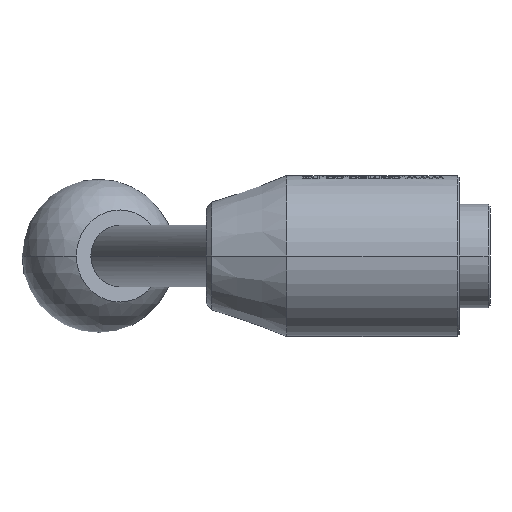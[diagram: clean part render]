
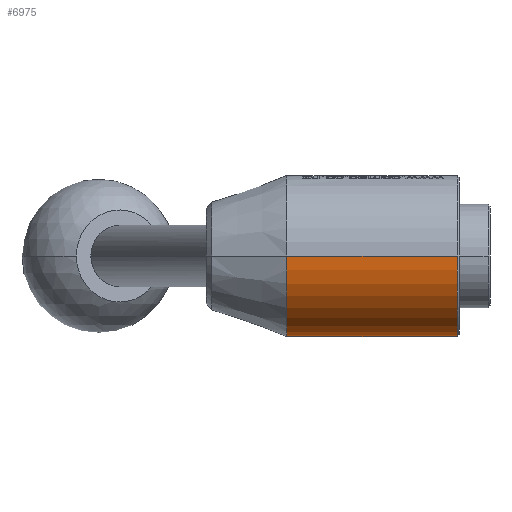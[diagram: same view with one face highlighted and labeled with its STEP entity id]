
A CAD part, left-side view. The second image highlights one B-rep face of the part: STEP entity #6975.
In plain terms, the highlighted cylindrical face has radius 10.5 mm (diameter 21 mm), a partial arc.
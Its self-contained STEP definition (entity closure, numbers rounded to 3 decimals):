
#875 = CYLINDRICAL_SURFACE ( 'NONE', #16834, 10.5 ) ;
#2390 = EDGE_CURVE ( 'NONE', #19146, #20918, #16913, .T. ) ;
#2770 = VECTOR ( 'NONE', #19809, 1000. ) ;
#3800 = ORIENTED_EDGE ( 'NONE', *, *, #17605, .F. ) ;
#4254 = DIRECTION ( 'NONE',  ( 0., 1., 0. ) ) ;
#5961 = CIRCLE ( 'NONE', #10814, 10.5 ) ;
#6686 = VECTOR ( 'NONE', #9349, 1000. ) ;
#6975 = ADVANCED_FACE ( 'NONE', ( #11573 ), #875, .T. ) ;
#7145 = EDGE_LOOP ( 'NONE', ( #19173, #7575, #22577, #3800 ) ) ;
#7575 = ORIENTED_EDGE ( 'NONE', *, *, #19128, .T. ) ;
#8561 = CARTESIAN_POINT ( 'NONE',  ( -10.5, 0., 0. ) ) ;
#8626 = CARTESIAN_POINT ( 'NONE',  ( 10.5, 26.5, 0. ) ) ;
#8772 = CARTESIAN_POINT ( 'NONE',  ( 0., 4.25, 0. ) ) ;
#9349 = DIRECTION ( 'NONE',  ( 0., 1., 0. ) ) ;
#10792 = CARTESIAN_POINT ( 'NONE',  ( 10.5, 4.25, 0. ) ) ;
#10814 = AXIS2_PLACEMENT_3D ( 'NONE', #16858, #19049, #21265 ) ;
#10989 = CARTESIAN_POINT ( 'NONE',  ( -10.5, 4.25, 0. ) ) ;
#11573 = FACE_OUTER_BOUND ( 'NONE', #7145, .T. ) ;
#13785 = AXIS2_PLACEMENT_3D ( 'NONE', #8772, #4254, #23959 ) ;
#13839 = EDGE_CURVE ( 'NONE', #23887, #16116, #22830, .T. ) ;
#15826 = DIRECTION ( 'NONE',  ( -1., 0., 0. ) ) ;
#16116 = VERTEX_POINT ( 'NONE', #8626 ) ;
#16834 = AXIS2_PLACEMENT_3D ( 'NONE', #22255, #20145, #15826 ) ;
#16858 = CARTESIAN_POINT ( 'NONE',  ( 0., 26.5, 0. ) ) ;
#16913 = LINE ( 'NONE', #8561, #2770 ) ;
#17605 = EDGE_CURVE ( 'NONE', #16116, #20918, #5961, .T. ) ;
#18272 = CARTESIAN_POINT ( 'NONE',  ( 10.5, 0., 0. ) ) ;
#19049 = DIRECTION ( 'NONE',  ( 0., 1., 0. ) ) ;
#19128 = EDGE_CURVE ( 'NONE', #23887, #19146, #22107, .T. ) ;
#19146 = VERTEX_POINT ( 'NONE', #10989 ) ;
#19173 = ORIENTED_EDGE ( 'NONE', *, *, #13839, .F. ) ;
#19809 = DIRECTION ( 'NONE',  ( 0., 1., 0. ) ) ;
#20145 = DIRECTION ( 'NONE',  ( 0., 1., 0. ) ) ;
#20918 = VERTEX_POINT ( 'NONE', #22681 ) ;
#21265 = DIRECTION ( 'NONE',  ( -1., 0., 0. ) ) ;
#22107 = CIRCLE ( 'NONE', #13785, 10.5 ) ;
#22255 = CARTESIAN_POINT ( 'NONE',  ( 0., 0., 0. ) ) ;
#22577 = ORIENTED_EDGE ( 'NONE', *, *, #2390, .T. ) ;
#22681 = CARTESIAN_POINT ( 'NONE',  ( -10.5, 26.5, 0. ) ) ;
#22830 = LINE ( 'NONE', #18272, #6686 ) ;
#23887 = VERTEX_POINT ( 'NONE', #10792 ) ;
#23959 = DIRECTION ( 'NONE',  ( -1., 0., 0. ) ) ;
